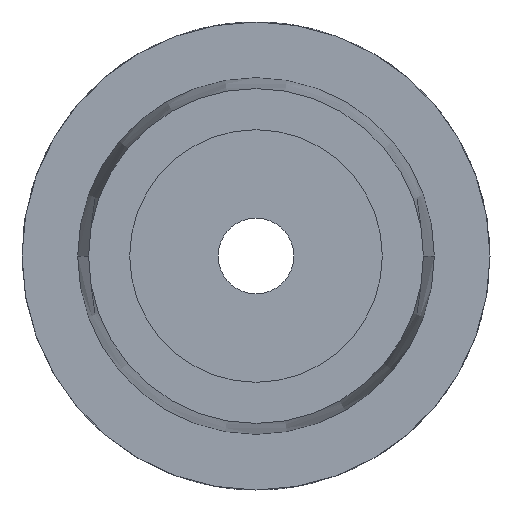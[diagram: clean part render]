
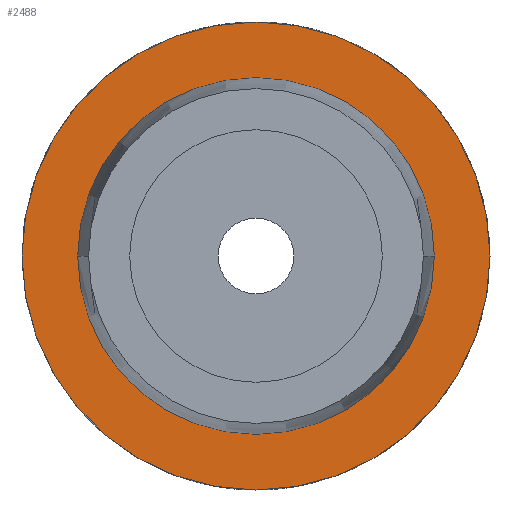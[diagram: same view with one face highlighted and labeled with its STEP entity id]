
A CAD part, left-side view. The second image highlights one B-rep face of the part: STEP entity #2488.
In plain terms, the highlighted planar face has unit normal (-1, 0, 0).
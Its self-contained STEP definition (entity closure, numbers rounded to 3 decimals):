
#742=CARTESIAN_POINT('',(0.,0.,0.));
#743=DIRECTION('',(1.,0.,0.));
#744=DIRECTION('',(0.,1.,0.));
#745=AXIS2_PLACEMENT_3D('',#742,#743,#744);
#764=CARTESIAN_POINT('',(0.,0.,0.));
#765=DIRECTION('',(-1.,0.,0.));
#766=DIRECTION('',(0.,1.,0.));
#767=AXIS2_PLACEMENT_3D('',#764,#765,#766);
#772=CARTESIAN_POINT('',(0.,0.,0.));
#773=DIRECTION('',(1.,0.,0.));
#774=DIRECTION('',(0.,1.,0.));
#775=AXIS2_PLACEMENT_3D('',#772,#773,#774);
#780=CARTESIAN_POINT('',(0.,0.,0.));
#781=DIRECTION('',(-1.,0.,0.));
#782=DIRECTION('',(0.,1.,0.));
#783=AXIS2_PLACEMENT_3D('',#780,#781,#782);
#1596=CARTESIAN_POINT('',(0.,31.5,0.));
#1598=VERTEX_POINT('',#1596);
#1604=CARTESIAN_POINT('',(0.,-31.5,0.));
#1606=VERTEX_POINT('',#1604);
#1779=CARTESIAN_POINT('',(0.,24.005,0.));
#1780=VERTEX_POINT('',#1779);
#1781=CARTESIAN_POINT('',(0.,-24.005,0.));
#1782=VERTEX_POINT('',#1781);
#2473=CARTESIAN_POINT('',(0.,0.,0.));
#2474=DIRECTION('',(1.,0.,0.));
#2475=DIRECTION('',(0.,-1.,0.));
#2476=AXIS2_PLACEMENT_3D('',#2473,#2474,#2475);
#2477=PLANE('',#2476);
#2479=ORIENTED_EDGE('',*,*,#2478,.T.);
#2481=ORIENTED_EDGE('',*,*,#2480,.F.);
#2482=EDGE_LOOP('',(#2479,#2481));
#2483=FACE_OUTER_BOUND('',#2482,.F.);
#2484=ORIENTED_EDGE('',*,*,#2468,.T.);
#2485=ORIENTED_EDGE('',*,*,#2452,.F.);
#2486=EDGE_LOOP('',(#2484,#2485));
#2487=FACE_BOUND('',#2486,.F.);
#746=CIRCLE('',#745,24.005);
#768=CIRCLE('',#767,24.005);
#776=CIRCLE('',#775,31.5);
#784=CIRCLE('',#783,31.5);
#2452=EDGE_CURVE('',#1780,#1782,#746,.T.);
#2468=EDGE_CURVE('',#1780,#1782,#768,.T.);
#2478=EDGE_CURVE('',#1598,#1606,#776,.T.);
#2480=EDGE_CURVE('',#1598,#1606,#784,.T.);
#2488=ADVANCED_FACE('',(#2483,#2487),#2477,.F.);
